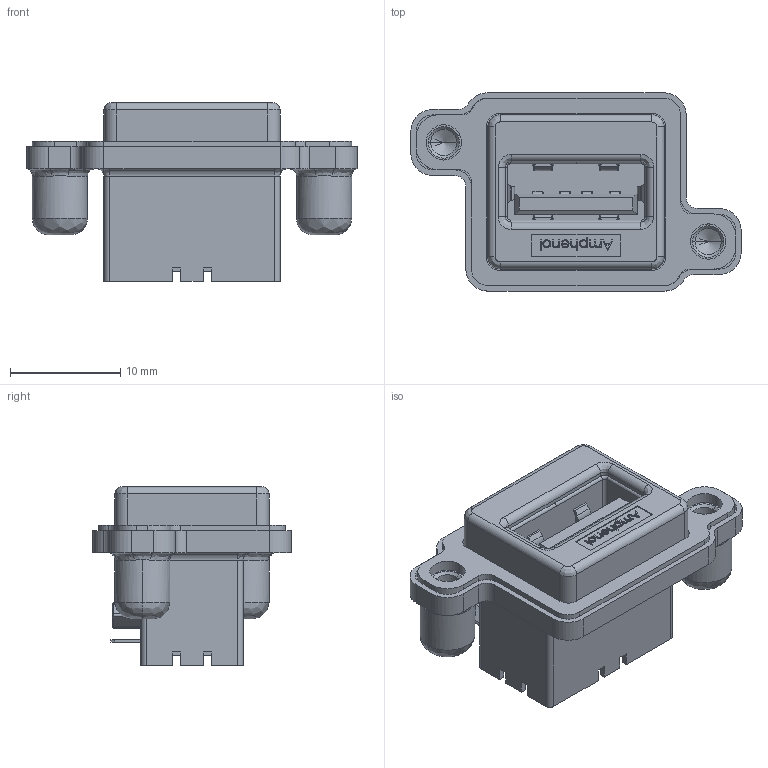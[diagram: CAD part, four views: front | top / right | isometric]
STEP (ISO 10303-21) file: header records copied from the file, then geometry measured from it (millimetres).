
FILE_DESCRIPTION (( 'STEP AP203' ), '1' );
FILE_NAME ('ACC-M-MUSB-A111-30-REVT4.STEP', '2019-02-01T05:49:42', ( '' ), ( '' ), 'SwSTEP 2.0', 'SolidWorks 2019', '' );
FILE_SCHEMA (( 'CONFIG_CONTROL_DESIGN' ));
Length unit declared in the file: millimetre
Products named in the file (1): ACC-M-MUSB-A111-30-REVT4
Bounding box: 30 x 18 x 16.2 mm (x, y, z)
Volume: 2877.6 mm3; surface area: 2795.5 mm2
Topology: 1 solids, 1 shells, 564 faces, 1490 edges, 941 vertices
Faces by surface type: plane 300, cylinder 150, bspline 95, cone 19
Entity records: 21106 total; most frequent: CARTESIAN_POINT 7820, ORIENTED_EDGE 2950, DIRECTION 2433, EDGE_CURVE 1475, LINE 983, VECTOR 983, VERTEX_POINT 941, AXIS2_PLACEMENT_3D 725
